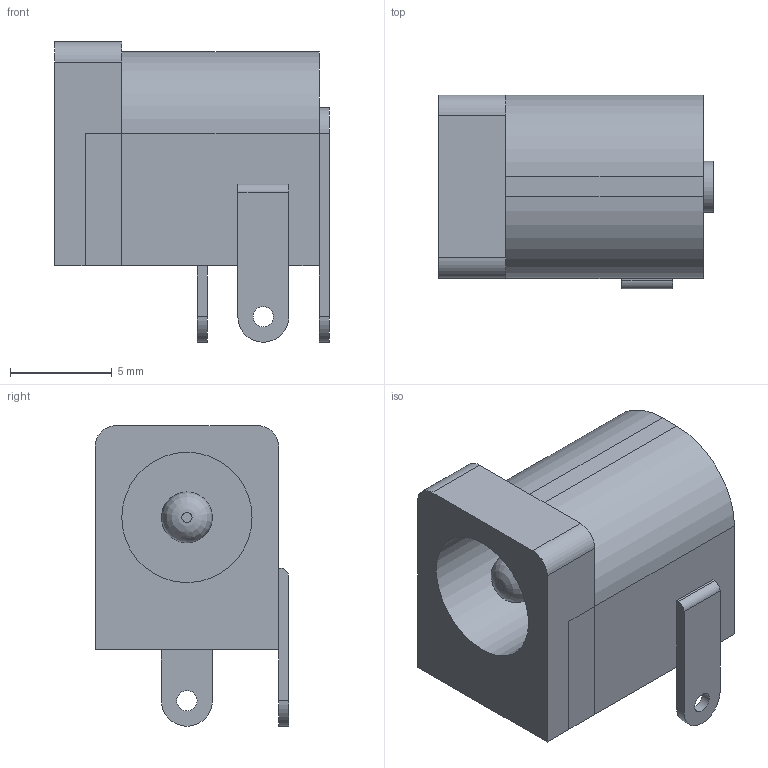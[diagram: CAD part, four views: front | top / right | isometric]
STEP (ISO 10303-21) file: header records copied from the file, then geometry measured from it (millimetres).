
FILE_DESCRIPTION(('FreeCAD Model'),'2;1');
FILE_NAME( 'BarrelJack_Horizontal.step', '2020-01-25T19:21:20',('kicad StepUp'),('ksu MCAD'), 'Open CASCADE STEP processor 7.3','FreeCAD','Unknown');
FILE_SCHEMA(('AUTOMOTIVE_DESIGN { 1 0 10303 214 1 1 1 1 }'));
Length unit declared in the file: millimetre
Products named in the file (1): BarrelJack_Horizontal
Bounding box: 13.5 x 9.5 x 14.75 mm (x, y, z)
Volume: 935 mm3; surface area: 1000.9 mm2
Topology: 1 solids, 1 shells, 44 faces, 106 edges, 67 vertices
Faces by surface type: plane 29, cylinder 14, revolution 1
Full cylindrical faces by diameter (mm): 1 x3, 2.5 x1, 6.4 x1
Entity records: 1615 total; most frequent: CARTESIAN_POINT 228, DIRECTION 225, ORIENTED_EDGE 212, EDGE_CURVE 106, LINE 76, VECTOR 76, AXIS2_PLACEMENT_3D 74, VERTEX_POINT 67
